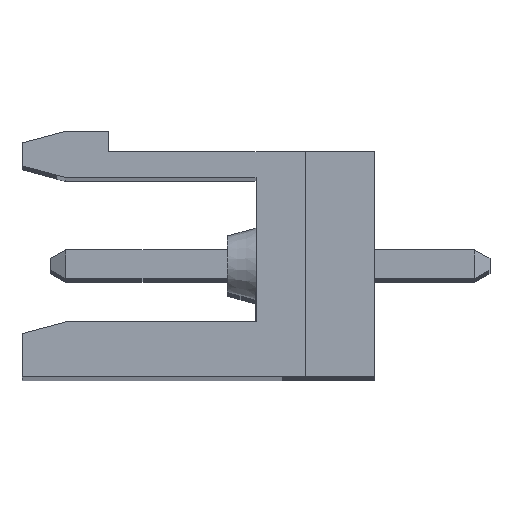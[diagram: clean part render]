
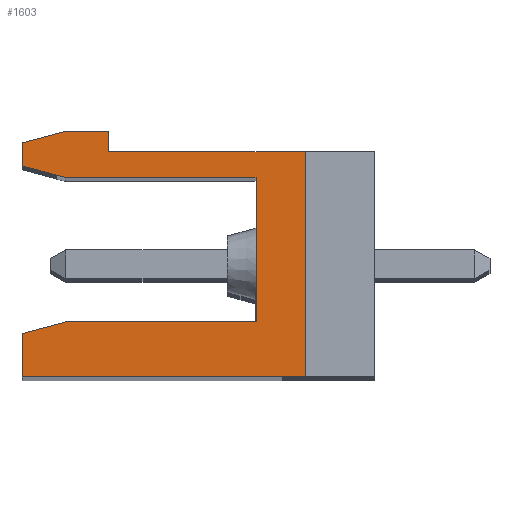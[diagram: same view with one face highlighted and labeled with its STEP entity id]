
A CAD part, top view. The second image highlights one B-rep face of the part: STEP entity #1603.
In plain terms, the highlighted planar face has unit normal (0, 0, 1).
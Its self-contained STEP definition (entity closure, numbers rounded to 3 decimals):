
#1603 = ADVANCED_FACE( '', ( #3340 ), #3341, .F. );
#3340 = FACE_OUTER_BOUND( '', #5162, .T. );
#3341 = PLANE( '', #5163 );
#5162 = EDGE_LOOP( '', ( #9743, #9744, #9745, #9746, #9747, #9748, #9749, #9750, #9751, #9752, #9753, #9754, #9755 ) );
#5163 = AXIS2_PLACEMENT_3D( '', #9756, #9757, #9758 );
#9743 = ORIENTED_EDGE( '', *, *, #11920, .T. );
#9744 = ORIENTED_EDGE( '', *, *, #12511, .T. );
#9745 = ORIENTED_EDGE( '', *, *, #11893, .F. );
#9746 = ORIENTED_EDGE( '', *, *, #11595, .T. );
#9747 = ORIENTED_EDGE( '', *, *, #12452, .F. );
#9748 = ORIENTED_EDGE( '', *, *, #12558, .F. );
#9749 = ORIENTED_EDGE( '', *, *, #12559, .F. );
#9750 = ORIENTED_EDGE( '', *, *, #12374, .F. );
#9751 = ORIENTED_EDGE( '', *, *, #12052, .F. );
#9752 = ORIENTED_EDGE( '', *, *, #10937, .F. );
#9753 = ORIENTED_EDGE( '', *, *, #12560, .F. );
#9754 = ORIENTED_EDGE( '', *, *, #11115, .F. );
#9755 = ORIENTED_EDGE( '', *, *, #11675, .T. );
#9756 = CARTESIAN_POINT( '', ( 250.414, 56.728, -24.28 ) );
#9757 = DIRECTION( '', ( 0., 0., -1. ) );
#9758 = DIRECTION( '', ( 0., -1., 0. ) );
#10937 = EDGE_CURVE( '', #13179, #13174, #13181, .T. );
#11115 = EDGE_CURVE( '', #13481, #13483, #13484, .T. );
#11595 = EDGE_CURVE( '', #14243, #14244, #14245, .T. );
#11675 = EDGE_CURVE( '', #13481, #14359, #14361, .T. );
#11893 = EDGE_CURVE( '', #14243, #14670, #14671, .T. );
#11920 = EDGE_CURVE( '', #14359, #14705, #14707, .T. );
#12052 = EDGE_CURVE( '', #13174, #14884, #14886, .T. );
#12374 = EDGE_CURVE( '', #14884, #15293, #15294, .T. );
#12452 = EDGE_CURVE( '', #15387, #14244, #15389, .T. );
#12511 = EDGE_CURVE( '', #14705, #14670, #15453, .T. );
#12558 = EDGE_CURVE( '', #15511, #15387, #15512, .T. );
#12559 = EDGE_CURVE( '', #15293, #15511, #15513, .T. );
#12560 = EDGE_CURVE( '', #13483, #13179, #15514, .T. );
#13174 = VERTEX_POINT( '', #16337 );
#13179 = VERTEX_POINT( '', #16344 );
#13181 = LINE( '', #16347, #16348 );
#13481 = VERTEX_POINT( '', #16790 );
#13483 = VERTEX_POINT( '', #16793 );
#13484 = LINE( '', #16794, #16795 );
#14243 = VERTEX_POINT( '', #17926 );
#14244 = VERTEX_POINT( '', #17927 );
#14245 = LINE( '', #17928, #17929 );
#14359 = VERTEX_POINT( '', #18113 );
#14361 = LINE( '', #18116, #18117 );
#14670 = VERTEX_POINT( '', #18582 );
#14671 = LINE( '', #18583, #18584 );
#14705 = VERTEX_POINT( '', #18635 );
#14707 = LINE( '', #18638, #18639 );
#14884 = VERTEX_POINT( '', #18903 );
#14886 = LINE( '', #18906, #18907 );
#15293 = VERTEX_POINT( '', #19522 );
#15294 = LINE( '', #19523, #19524 );
#15387 = VERTEX_POINT( '', #19669 );
#15389 = LINE( '', #19672, #19673 );
#15453 = LINE( '', #19763, #19764 );
#15511 = VERTEX_POINT( '', #19845 );
#15512 = LINE( '', #19846, #19847 );
#15513 = LINE( '', #19848, #19849 );
#15514 = LINE( '', #19850, #19851 );
#16337 = CARTESIAN_POINT( '', ( 250.614, 56.628, -24.28 ) );
#16344 = CARTESIAN_POINT( '', ( 249.107, 56.628, -24.28 ) );
#16347 = CARTESIAN_POINT( '', ( 250.614, 56.628, -24.28 ) );
#16348 = VECTOR( '', #20289, 1000. );
#16790 = CARTESIAN_POINT( '', ( 247.614, 55.428, -24.28 ) );
#16793 = CARTESIAN_POINT( '', ( 247.614, 56.228, -24.28 ) );
#16794 = CARTESIAN_POINT( '', ( 247.614, 56.328, -24.28 ) );
#16795 = VECTOR( '', #20439, 1000. );
#17926 = CARTESIAN_POINT( '', ( 249.114, 50.028, -24.28 ) );
#17927 = CARTESIAN_POINT( '', ( 247.614, 49.626, -24.28 ) );
#17928 = CARTESIAN_POINT( '', ( 247.614, 49.626, -24.28 ) );
#17929 = VECTOR( '', #20836, 1000. );
#18113 = CARTESIAN_POINT( '', ( 249.107, 55.028, -24.28 ) );
#18116 = CARTESIAN_POINT( '', ( 249.902, 54.815, -24.28 ) );
#18117 = VECTOR( '', #20905, 1000. );
#18582 = CARTESIAN_POINT( '', ( 255.714, 50.028, -24.28 ) );
#18583 = CARTESIAN_POINT( '', ( 250.414, 50.028, -24.28 ) );
#18584 = VECTOR( '', #21083, 1000. );
#18635 = CARTESIAN_POINT( '', ( 255.714, 55.028, -24.28 ) );
#18638 = CARTESIAN_POINT( '', ( 250.414, 55.028, -24.28 ) );
#18639 = VECTOR( '', #21105, 1000. );
#18903 = CARTESIAN_POINT( '', ( 250.614, 55.928, -24.28 ) );
#18906 = CARTESIAN_POINT( '', ( 250.614, 56.228, -24.28 ) );
#18907 = VECTOR( '', #21200, 1000. );
#19522 = CARTESIAN_POINT( '', ( 257.414, 55.928, -24.28 ) );
#19523 = CARTESIAN_POINT( '', ( 257.214, 55.928, -24.28 ) );
#19524 = VECTOR( '', #21442, 1000. );
#19669 = CARTESIAN_POINT( '', ( 247.614, 48.128, -24.28 ) );
#19672 = CARTESIAN_POINT( '', ( 247.614, 56.328, -24.28 ) );
#19673 = VECTOR( '', #21499, 1000. );
#19763 = CARTESIAN_POINT( '', ( 255.714, 56.728, -24.28 ) );
#19764 = VECTOR( '', #21532, 1000. );
#19845 = CARTESIAN_POINT( '', ( 257.414, 48.128, -24.28 ) );
#19846 = CARTESIAN_POINT( '', ( 247.414, 48.128, -24.28 ) );
#19847 = VECTOR( '', #21568, 1000. );
#19848 = CARTESIAN_POINT( '', ( 257.414, 48.128, -24.28 ) );
#19849 = VECTOR( '', #21569, 1000. );
#19850 = CARTESIAN_POINT( '', ( 249.107, 56.628, -24.28 ) );
#19851 = VECTOR( '', #21570, 1000. );
#20289 = DIRECTION( '', ( 1., 0., 0. ) );
#20439 = DIRECTION( '', ( 0., 1., 0. ) );
#20836 = DIRECTION( '', ( -0.966, -0.259, 0. ) );
#20905 = DIRECTION( '', ( 0.966, -0.259, 0. ) );
#21083 = DIRECTION( '', ( 1., 0., 0. ) );
#21105 = DIRECTION( '', ( 1., 0., 0. ) );
#21200 = DIRECTION( '', ( 0., -1., 0. ) );
#21442 = DIRECTION( '', ( 1., 0., 0. ) );
#21499 = DIRECTION( '', ( 0., 1., 0. ) );
#21532 = DIRECTION( '', ( 0., -1., 0. ) );
#21568 = DIRECTION( '', ( -1., 0., 0. ) );
#21569 = DIRECTION( '', ( 0., -1., 0. ) );
#21570 = DIRECTION( '', ( 0.966, 0.259, 0. ) );
